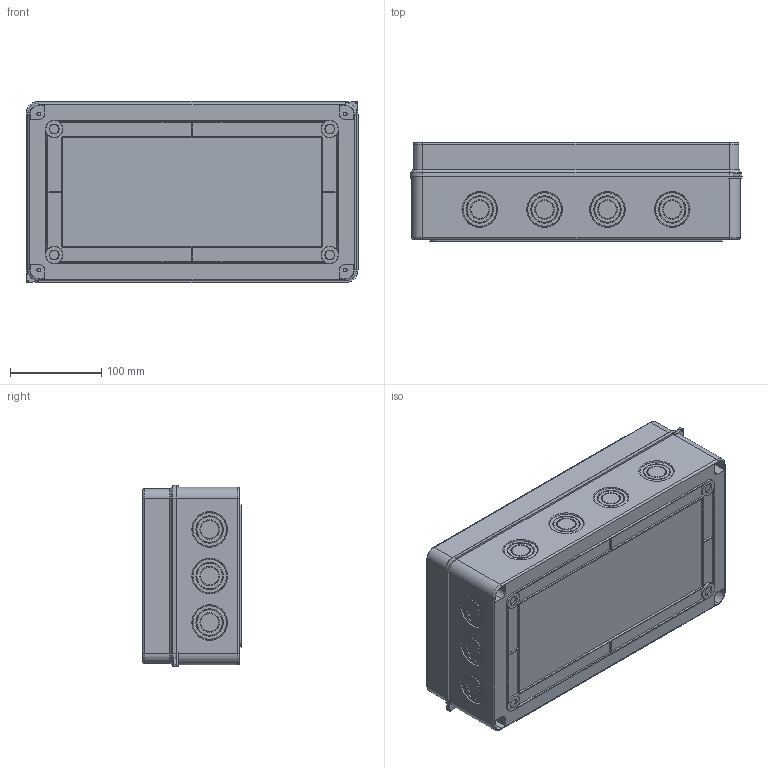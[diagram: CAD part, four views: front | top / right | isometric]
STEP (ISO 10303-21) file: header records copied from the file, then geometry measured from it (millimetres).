
FILE_DESCRIPTION (( 'STEP AP203' ), '1' );
FILE_NAME ('Ùèò ðàñïðåäåëèòåëüíûé (pb65-n-pg-18).STEP', '2021-10-07T11:48:00', ( '' ), ( '' ), 'SwSTEP 2.0', 'SolidWorks 2021', '' );
FILE_SCHEMA (( 'CONFIG_CONTROL_DESIGN' ));
Length unit declared in the file: millimetre
Products named in the file (1): Ùèò ðàñïðåäåëèòåëüíûé (pb65-n-pg-18)
Bounding box: 364 x 108.3 x 199 mm (x, y, z)
Volume: 932700.9 mm3; surface area: 796760.2 mm2
Topology: 14 solids, 14 shells, 1545 faces, 3886 edges, 2534 vertices
Faces by surface type: plane 933, cylinder 316, cone 206, torus 44, bspline 38, sphere 8
Entity records: 46505 total; most frequent: CARTESIAN_POINT 8732, DIRECTION 7828, ORIENTED_EDGE 7756, EDGE_CURVE 3878, AXIS2_PLACEMENT_3D 2610, LINE 2608, VECTOR 2608, VERTEX_POINT 2534
